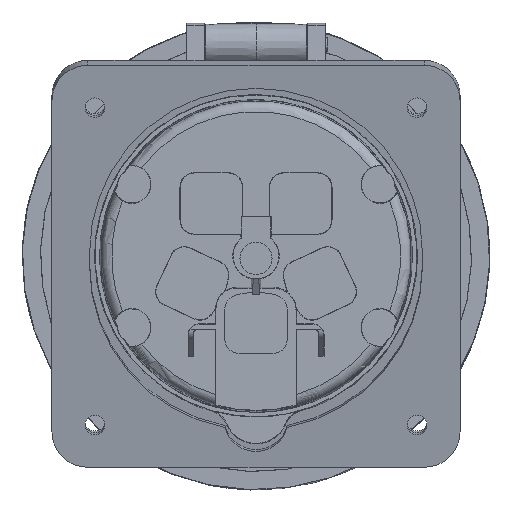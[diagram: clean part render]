
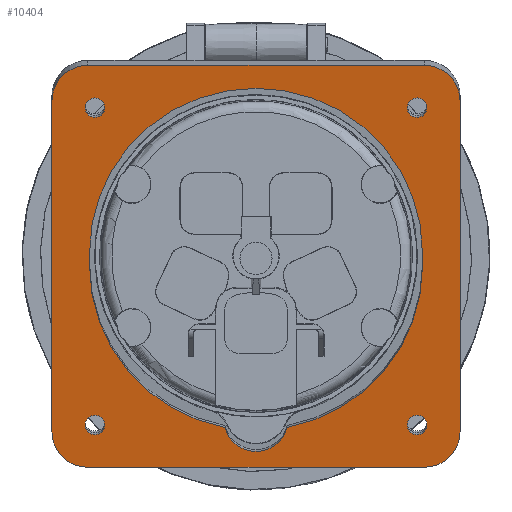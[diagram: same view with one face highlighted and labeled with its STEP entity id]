
A CAD part, front view. The second image highlights one B-rep face of the part: STEP entity #10404.
In plain terms, the highlighted planar face has unit normal (0, -0.985, -0.174).
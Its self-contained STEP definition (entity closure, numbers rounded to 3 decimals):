
#1653=CARTESIAN_POINT('',(-47.,-58.938,43.399));
#1654=DIRECTION('',(0.,-0.985,-0.174));
#1655=DIRECTION('',(0.,-0.174,0.985));
#1656=AXIS2_PLACEMENT_3D('',#1653,#1654,#1655);
#1658=CARTESIAN_POINT('',(47.,-58.938,43.399));
#1659=DIRECTION('',(0.,-0.985,-0.174));
#1660=DIRECTION('',(1.,0.,0.));
#1661=AXIS2_PLACEMENT_3D('',#1658,#1659,#1660);
#1663=CARTESIAN_POINT('',(47.,-42.615,-49.173));
#1664=DIRECTION('',(0.,-0.985,-0.174));
#1665=DIRECTION('',(0.,0.174,-0.985));
#1666=AXIS2_PLACEMENT_3D('',#1663,#1664,#1665);
#1668=CARTESIAN_POINT('',(-47.,-42.615,-49.173));
#1669=DIRECTION('',(0.,-0.985,-0.174));
#1670=DIRECTION('',(-1.,0.,0.));
#1671=AXIS2_PLACEMENT_3D('',#1668,#1669,#1670);
#1673=CARTESIAN_POINT('',(45.,-58.591,41.429));
#1674=DIRECTION('',(0.,0.985,0.174));
#1675=DIRECTION('',(1.,0.,0.));
#1676=AXIS2_PLACEMENT_3D('',#1673,#1674,#1675);
#1678=CARTESIAN_POINT('',(45.,-58.591,41.429));
#1679=DIRECTION('',(0.,0.985,0.174));
#1680=DIRECTION('',(-1.,0.,0.));
#1681=AXIS2_PLACEMENT_3D('',#1678,#1679,#1680);
#1683=CARTESIAN_POINT('',(45.,-42.962,-47.203));
#1684=DIRECTION('',(0.,0.985,0.174));
#1685=DIRECTION('',(1.,0.,0.));
#1686=AXIS2_PLACEMENT_3D('',#1683,#1684,#1685);
#1688=CARTESIAN_POINT('',(45.,-42.962,-47.203));
#1689=DIRECTION('',(0.,0.985,0.174));
#1690=DIRECTION('',(-1.,0.,0.));
#1691=AXIS2_PLACEMENT_3D('',#1688,#1689,#1690);
#1693=CARTESIAN_POINT('',(-45.,-58.591,41.429));
#1694=DIRECTION('',(0.,0.985,0.174));
#1695=DIRECTION('',(-1.,0.,0.));
#1696=AXIS2_PLACEMENT_3D('',#1693,#1694,#1695);
#1698=CARTESIAN_POINT('',(-45.,-58.591,41.429));
#1699=DIRECTION('',(0.,0.985,0.174));
#1700=DIRECTION('',(1.,0.,0.));
#1701=AXIS2_PLACEMENT_3D('',#1698,#1699,#1700);
#1703=CARTESIAN_POINT('',(-45.,-42.962,-47.203));
#1704=DIRECTION('',(0.,0.985,0.174));
#1705=DIRECTION('',(-1.,0.,0.));
#1706=AXIS2_PLACEMENT_3D('',#1703,#1704,#1705);
#1708=CARTESIAN_POINT('',(-45.,-42.962,-47.203));
#1709=DIRECTION('',(0.,0.985,0.174));
#1710=DIRECTION('',(1.,0.,0.));
#1711=AXIS2_PLACEMENT_3D('',#1708,#1709,#1710);
#1713=CARTESIAN_POINT('',(0.,-43.223,-45.726));
#1714=DIRECTION('',(0.,0.985,0.174));
#1715=DIRECTION('',(0.97,0.042,-0.238));
#1716=AXIS2_PLACEMENT_3D('',#1713,#1714,#1715);
#1718=CARTESIAN_POINT('',(0.,-50.776,-2.887));
#1719=DIRECTION('',(0.,0.985,0.174));
#1720=DIRECTION('',(1.,0.,0.));
#1721=AXIS2_PLACEMENT_3D('',#1718,#1719,#1720);
#1723=DIRECTION('',(0.,0.174,-0.985));
#1724=VECTOR('',#1723,4.);
#1725=CARTESIAN_POINT('',(46.5,-51.471,1.052));
#1726=LINE('',#1725,#1724);
#1727=CARTESIAN_POINT('',(0.,-51.471,1.052));
#1728=DIRECTION('',(0.,0.985,0.174));
#1729=DIRECTION('',(-1.,0.,0.));
#1730=AXIS2_PLACEMENT_3D('',#1727,#1728,#1729);
#1732=DIRECTION('',(0.,-0.174,0.985));
#1733=VECTOR('',#1732,4.);
#1734=CARTESIAN_POINT('',(-46.5,-50.776,
-2.887));
#1735=LINE('',#1734,#1733);
#1736=CARTESIAN_POINT('',(0.,-50.776,-2.887));
#1737=DIRECTION('',(0.,0.985,0.174));
#1738=DIRECTION('',(-0.188,0.171,-0.967));
#1739=AXIS2_PLACEMENT_3D('',#1736,#1737,#1738);
#1741=DIRECTION('',(0.,-0.174,0.985));
#1742=VECTOR('',#1741,94.);
#1743=CARTESIAN_POINT('',(-57.,-42.615,-49.173));
#1744=LINE('',#1743,#1742);
#1761=DIRECTION('',(1.,0.,0.));
#1762=VECTOR('',#1761,94.);
#1763=CARTESIAN_POINT('',(-47.,-60.674,53.247));
#1764=LINE('',#1763,#1762);
#1789=DIRECTION('',(0.,0.174,-0.985));
#1790=VECTOR('',#1789,94.);
#1791=CARTESIAN_POINT('',(57.,-58.938,43.399));
#1792=LINE('',#1791,#1790);
#1801=DIRECTION('',(-1.,0.,0.));
#1802=VECTOR('',#1801,94.);
#1803=CARTESIAN_POINT('',(47.,-40.878,-59.021));
#1804=LINE('',#1803,#1802);
#8384=CARTESIAN_POINT('',(-57.,-42.615,-49.173));
#8385=CARTESIAN_POINT('',(-57.,-58.938,43.399));
#8386=VERTEX_POINT('',#8384);
#8387=VERTEX_POINT('',#8385);
#8388=CARTESIAN_POINT('',(-47.,-40.878,
-59.021));
#8389=VERTEX_POINT('',#8388);
#8390=CARTESIAN_POINT('',(47.,-40.878,-59.021));
#8391=VERTEX_POINT('',#8390);
#8392=CARTESIAN_POINT('',(57.,-42.615,-49.173));
#8393=VERTEX_POINT('',#8392);
#8394=CARTESIAN_POINT('',(57.,-58.938,43.399));
#8395=VERTEX_POINT('',#8394);
#8396=CARTESIAN_POINT('',(47.,-60.674,53.247));
#8397=VERTEX_POINT('',#8396);
#8398=CARTESIAN_POINT('',(-47.,-60.674,53.247));
#8399=VERTEX_POINT('',#8398);
#8400=CARTESIAN_POINT('',(47.75,-58.591,41.429));
#8401=CARTESIAN_POINT('',(42.25,-58.591,41.429));
#8402=VERTEX_POINT('',#8400);
#8403=VERTEX_POINT('',#8401);
#8408=CARTESIAN_POINT('',(47.75,-42.962,-47.203));
#8409=CARTESIAN_POINT('',(42.25,-42.962,-47.203));
#8410=VERTEX_POINT('',#8408);
#8411=VERTEX_POINT('',#8409);
#8416=CARTESIAN_POINT('',(-47.75,-58.591,41.429));
#8417=CARTESIAN_POINT('',(-42.25,-58.591,41.429));
#8418=VERTEX_POINT('',#8416);
#8419=VERTEX_POINT('',#8417);
#8424=CARTESIAN_POINT('',(-47.75,-42.962,-47.203));
#8425=CARTESIAN_POINT('',(-42.25,-42.962,-47.203));
#8426=VERTEX_POINT('',#8424);
#8427=VERTEX_POINT('',#8425);
#8432=CARTESIAN_POINT('',(8.734,-42.845,
-47.865));
#8433=CARTESIAN_POINT('',(-8.734,-42.845,
-47.865));
#8434=VERTEX_POINT('',#8432);
#8435=VERTEX_POINT('',#8433);
#8436=CARTESIAN_POINT('',(-46.5,-50.776,-2.887));
#8437=VERTEX_POINT('',#8436);
#8438=CARTESIAN_POINT('',(-46.5,-51.471,1.052));
#8439=VERTEX_POINT('',#8438);
#8440=CARTESIAN_POINT('',(46.5,-51.471,1.052));
#8441=VERTEX_POINT('',#8440);
#8442=CARTESIAN_POINT('',(46.5,-50.776,
-2.887));
#8443=VERTEX_POINT('',#8442);
#10349=CARTESIAN_POINT('',(0.,-50.776,-2.887));
#10350=DIRECTION('',(0.,-0.985,-0.174));
#10351=DIRECTION('',(1.,0.,0.));
#10352=AXIS2_PLACEMENT_3D('',#10349,#10350,#10351);
#10353=PLANE('',#10352);
#10355=ORIENTED_EDGE('',*,*,#10354,.T.);
#10357=ORIENTED_EDGE('',*,*,#10356,.F.);
#10359=ORIENTED_EDGE('',*,*,#10358,.T.);
#10361=ORIENTED_EDGE('',*,*,#10360,.F.);
#10363=ORIENTED_EDGE('',*,*,#10362,.T.);
#10365=ORIENTED_EDGE('',*,*,#10364,.F.);
#10367=ORIENTED_EDGE('',*,*,#10366,.T.);
#10369=ORIENTED_EDGE('',*,*,#10368,.F.);
#10370=EDGE_LOOP('',(#10355,#10357,#10359,#10361,#10363,#10365,#10367,#10369));
#10371=FACE_OUTER_BOUND('',#10370,.F.);
#10373=ORIENTED_EDGE('',*,*,#10372,.F.);
#10375=ORIENTED_EDGE('',*,*,#10374,.F.);
#10376=EDGE_LOOP('',(#10373,#10375));
#10377=FACE_BOUND('',#10376,.F.);
#10379=ORIENTED_EDGE('',*,*,#10378,.F.);
#10381=ORIENTED_EDGE('',*,*,#10380,.F.);
#10382=EDGE_LOOP('',(#10379,#10381));
#10383=FACE_BOUND('',#10382,.F.);
#10385=ORIENTED_EDGE('',*,*,#10384,.F.);
#10387=ORIENTED_EDGE('',*,*,#10386,.F.);
#10388=EDGE_LOOP('',(#10385,#10387));
#10389=FACE_BOUND('',#10388,.F.);
#10391=ORIENTED_EDGE('',*,*,#10390,.F.);
#10393=ORIENTED_EDGE('',*,*,#10392,.F.);
#10394=EDGE_LOOP('',(#10391,#10393));
#10395=FACE_BOUND('',#10394,.F.);
#10396=ORIENTED_EDGE('',*,*,#10273,.F.);
#10397=ORIENTED_EDGE('',*,*,#10288,.F.);
#10398=ORIENTED_EDGE('',*,*,#10302,.F.);
#10399=ORIENTED_EDGE('',*,*,#10316,.F.);
#10400=ORIENTED_EDGE('',*,*,#10330,.F.);
#10401=ORIENTED_EDGE('',*,*,#10343,.F.);
#10402=EDGE_LOOP('',(#10396,#10397,#10398,#10399,#10400,#10401));
#10403=FACE_BOUND('',#10402,.F.);
#10404=ADVANCED_FACE('',(#10371,#10377,#10383,#10389,#10395,#10403),#10353,.T.);
#1657=CIRCLE('',#1656,10.);
#1662=CIRCLE('',#1661,10.);
#1667=CIRCLE('',#1666,10.);
#1672=CIRCLE('',#1671,10.);
#1677=CIRCLE('',#1676,2.75);
#1682=CIRCLE('',#1681,2.75);
#1687=CIRCLE('',#1686,2.75);
#1692=CIRCLE('',#1691,2.75);
#1697=CIRCLE('',#1696,2.75);
#1702=CIRCLE('',#1701,2.75);
#1707=CIRCLE('',#1706,2.75);
#1712=CIRCLE('',#1711,2.75);
#1717=CIRCLE('',#1716,9.);
#1722=CIRCLE('',#1721,46.5);
#1731=CIRCLE('',#1730,46.5);
#1740=CIRCLE('',#1739,46.5);
#10273=EDGE_CURVE('',#8434,#8435,#1717,.T.);
#10288=EDGE_CURVE('',#8443,#8434,#1722,.T.);
#10302=EDGE_CURVE('',#8441,#8443,#1726,.T.);
#10316=EDGE_CURVE('',#8439,#8441,#1731,.T.);
#10330=EDGE_CURVE('',#8437,#8439,#1735,.T.);
#10343=EDGE_CURVE('',#8435,#8437,#1740,.T.);
#10354=EDGE_CURVE('',#8386,#8387,#1744,.T.);
#10356=EDGE_CURVE('',#8399,#8387,#1657,.T.);
#10358=EDGE_CURVE('',#8399,#8397,#1764,.T.);
#10360=EDGE_CURVE('',#8395,#8397,#1662,.T.);
#10362=EDGE_CURVE('',#8395,#8393,#1792,.T.);
#10364=EDGE_CURVE('',#8391,#8393,#1667,.T.);
#10366=EDGE_CURVE('',#8391,#8389,#1804,.T.);
#10368=EDGE_CURVE('',#8386,#8389,#1672,.T.);
#10372=EDGE_CURVE('',#8402,#8403,#1677,.T.);
#10374=EDGE_CURVE('',#8403,#8402,#1682,.T.);
#10378=EDGE_CURVE('',#8410,#8411,#1687,.T.);
#10380=EDGE_CURVE('',#8411,#8410,#1692,.T.);
#10384=EDGE_CURVE('',#8418,#8419,#1697,.T.);
#10386=EDGE_CURVE('',#8419,#8418,#1702,.T.);
#10390=EDGE_CURVE('',#8426,#8427,#1707,.T.);
#10392=EDGE_CURVE('',#8427,#8426,#1712,.T.);
